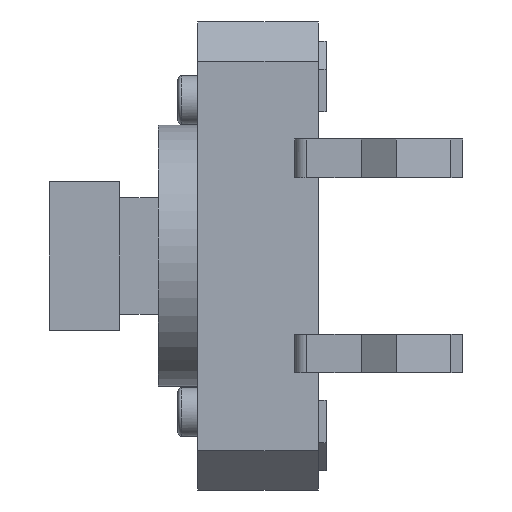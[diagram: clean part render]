
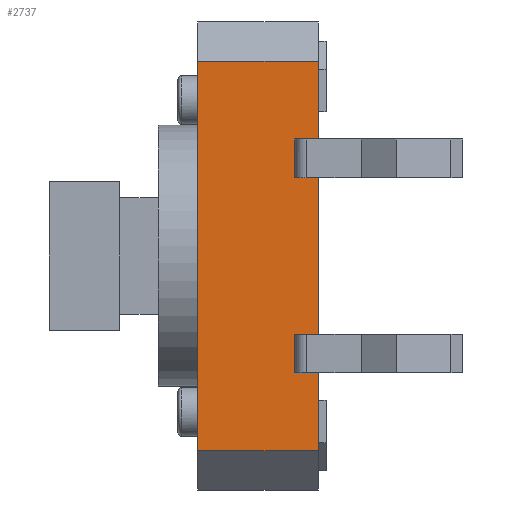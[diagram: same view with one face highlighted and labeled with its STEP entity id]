
A CAD part, left-side view. The second image highlights one B-rep face of the part: STEP entity #2737.
In plain terms, the highlighted free-form (B-spline) face has degree [1, 1] with [2, 2] control points.
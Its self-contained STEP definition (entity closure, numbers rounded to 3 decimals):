
#2517 = VERTEX_POINT('',#2518);
#2518 = CARTESIAN_POINT('',(-5.621,0.,4.684));
#2523 = EDGE_CURVE('',#2524,#2517,#2526,.T.);
#2524 = VERTEX_POINT('',#2525);
#2525 = CARTESIAN_POINT('',(-5.621,0.,-4.684));
#2526 = B_SPLINE_CURVE_WITH_KNOTS('',1,(#2527,#2528),.UNSPECIFIED.,.F.,
  .F.,(2,2),(-10.,0.),.PIECEWISE_BEZIER_KNOTS.);
#2527 = CARTESIAN_POINT('',(-5.621,0.,-4.684));
#2528 = CARTESIAN_POINT('',(-5.621,0.,4.684));
#2720 = EDGE_CURVE('',#2721,#2524,#2723,.T.);
#2721 = VERTEX_POINT('',#2722);
#2722 = CARTESIAN_POINT('',(-5.621,2.904,
    -4.684));
#2723 = B_SPLINE_CURVE_WITH_KNOTS('',1,(#2724,#2725),.UNSPECIFIED.,.F.,
  .F.,(2,2),(-0.,3.1),.PIECEWISE_BEZIER_KNOTS.);
#2724 = CARTESIAN_POINT('',(-5.621,2.904,
    -4.684));
#2725 = CARTESIAN_POINT('',(-5.621,0.,-4.684));
#2737 = ADVANCED_FACE('',(#2738),#2754,.F.);
#2738 = FACE_BOUND('',#2739,.T.);
#2739 = EDGE_LOOP('',(#2740,#2741,#2748,#2753));
#2740 = ORIENTED_EDGE('',*,*,#2523,.T.);
#2741 = ORIENTED_EDGE('',*,*,#2742,.F.);
#2742 = EDGE_CURVE('',#2743,#2517,#2745,.T.);
#2743 = VERTEX_POINT('',#2744);
#2744 = CARTESIAN_POINT('',(-5.621,2.904,
    4.684));
#2745 = B_SPLINE_CURVE_WITH_KNOTS('',1,(#2746,#2747),.UNSPECIFIED.,.F.,
  .F.,(2,2),(-0.,3.1),.PIECEWISE_BEZIER_KNOTS.);
#2746 = CARTESIAN_POINT('',(-5.621,2.904,
    4.684));
#2747 = CARTESIAN_POINT('',(-5.621,0.,4.684));
#2748 = ORIENTED_EDGE('',*,*,#2749,.F.);
#2749 = EDGE_CURVE('',#2721,#2743,#2750,.T.);
#2750 = B_SPLINE_CURVE_WITH_KNOTS('',1,(#2751,#2752),.UNSPECIFIED.,.F.,
  .F.,(2,2),(-10.,0.),.PIECEWISE_BEZIER_KNOTS.);
#2751 = CARTESIAN_POINT('',(-5.621,2.904,
    -4.684));
#2752 = CARTESIAN_POINT('',(-5.621,2.904,
    4.684));
#2753 = ORIENTED_EDGE('',*,*,#2720,.T.);
#2754 = B_SPLINE_SURFACE_WITH_KNOTS('',1,1,(
    (#2755,#2756)
    ,(#2757,#2758
    )),.UNSPECIFIED.,.F.,.F.,.F.,(2,2),(2,2),(0.,10.),(-3.1,0.),
  .PIECEWISE_BEZIER_KNOTS.);
#2755 = CARTESIAN_POINT('',(-5.621,0.,4.684));
#2756 = CARTESIAN_POINT('',(-5.621,2.904,
    4.684));
#2757 = CARTESIAN_POINT('',(-5.621,0.,-4.684));
#2758 = CARTESIAN_POINT('',(-5.621,2.904,
    -4.684));
